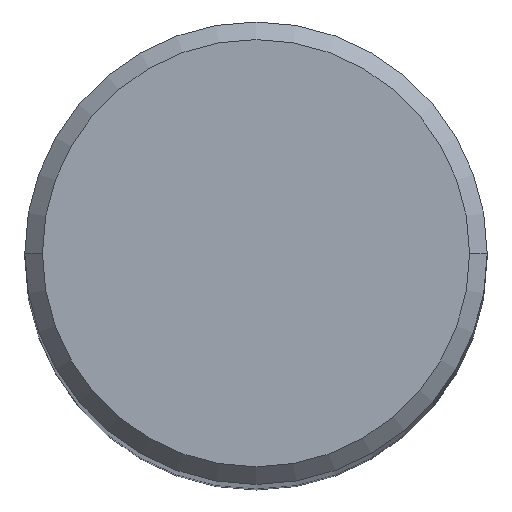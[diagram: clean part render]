
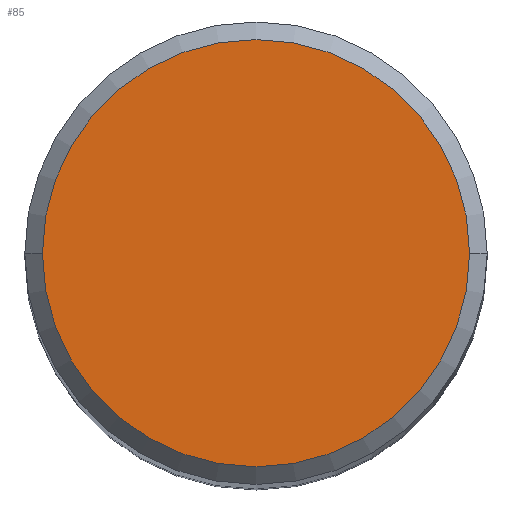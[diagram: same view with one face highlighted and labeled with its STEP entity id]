
A CAD part, top view. The second image highlights one B-rep face of the part: STEP entity #85.
In plain terms, the highlighted planar face has unit normal (0, 0, 1).
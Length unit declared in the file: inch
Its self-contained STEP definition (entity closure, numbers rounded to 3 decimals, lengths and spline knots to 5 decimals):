
#6 = VERTEX_POINT ( 'NONE', #57 ) ;
#13 = VERTEX_POINT ( 'NONE', #83 ) ;
#18 = FACE_OUTER_BOUND ( 'NONE', #299, .T. ) ;
#32 = AXIS2_PLACEMENT_3D ( 'NONE', #113, #177, #93 ) ;
#41 = CIRCLE ( 'NONE', #56, 0.18185 ) ;
#42 = CARTESIAN_POINT ( 'NONE',  ( 0., 0., 2.83465 ) ) ;
#45 = DIRECTION ( 'NONE',  ( 1., 0., 0. ) ) ;
#47 = CARTESIAN_POINT ( 'NONE',  ( 0., 0., 2.83465 ) ) ;
#55 = ORIENTED_EDGE ( 'NONE', *, *, #112, .T. ) ;
#56 = AXIS2_PLACEMENT_3D ( 'NONE', #42, #292, #175 ) ;
#57 = CARTESIAN_POINT ( 'NONE',  ( 0.18185, 0., 2.83465 ) ) ;
#83 = CARTESIAN_POINT ( 'NONE',  ( -0.18185, 0., 2.83465 ) ) ;
#85 = ADVANCED_FACE ( 'NONE', ( #18 ), #247, .T. ) ;
#93 = DIRECTION ( 'NONE',  ( 1., 0., 0. ) ) ;
#112 = EDGE_CURVE ( 'NONE', #6, #13, #41, .T. ) ;
#113 = CARTESIAN_POINT ( 'NONE',  ( 0., 0., 2.83465 ) ) ;
#154 = DIRECTION ( 'NONE',  ( 0., 0., 1. ) ) ;
#174 = EDGE_CURVE ( 'NONE', #13, #6, #261, .T. ) ;
#175 = DIRECTION ( 'NONE',  ( 1., 0., 0. ) ) ;
#177 = DIRECTION ( 'NONE',  ( 0., 0., 1. ) ) ;
#195 = AXIS2_PLACEMENT_3D ( 'NONE', #47, #154, #45 ) ;
#201 = ORIENTED_EDGE ( 'NONE', *, *, #174, .T. ) ;
#247 = PLANE ( 'NONE',  #32 ) ;
#261 = CIRCLE ( 'NONE', #195, 0.18185 ) ;
#292 = DIRECTION ( 'NONE',  ( 0., 0., 1. ) ) ;
#299 = EDGE_LOOP ( 'NONE', ( #201, #55 ) ) ;
